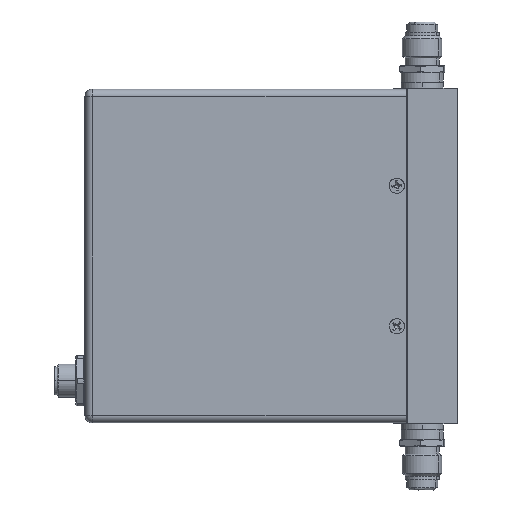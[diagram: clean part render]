
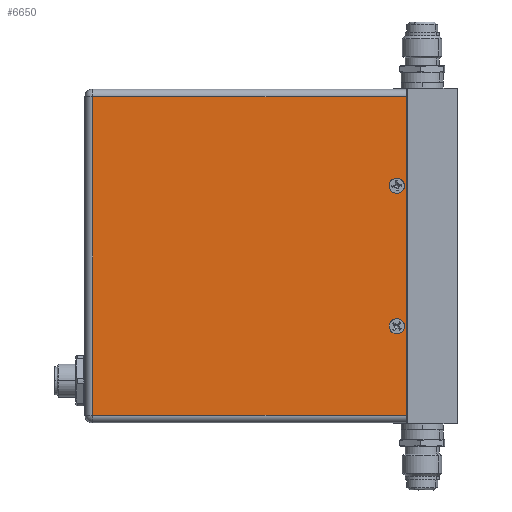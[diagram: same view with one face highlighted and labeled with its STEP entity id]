
A CAD part, left-side view. The second image highlights one B-rep face of the part: STEP entity #6650.
In plain terms, the highlighted planar face has unit normal (-1, 0, 0).
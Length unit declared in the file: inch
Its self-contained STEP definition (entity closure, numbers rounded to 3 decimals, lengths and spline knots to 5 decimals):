
#321 = LINE ( 'NONE', #7842, #5986 ) ;
#583 = DIRECTION ( 'NONE',  ( 0., 0., -1. ) ) ;
#601 = VERTEX_POINT ( 'NONE', #15217 ) ;
#684 = EDGE_LOOP ( 'NONE', ( #18345, #7328 ) ) ;
#845 = EDGE_LOOP ( 'NONE', ( #20539, #9498, #8839, #8068 ) ) ;
#1186 = VECTOR ( 'NONE', #4512, 39.37008 ) ;
#1934 = DIRECTION ( 'NONE',  ( 0., -1., 0. ) ) ;
#2865 = CARTESIAN_POINT ( 'NONE',  ( -1.12528, 4.72214, 2.60389 ) ) ;
#3062 = VECTOR ( 'NONE', #11359, 39.37008 ) ;
#3314 = LINE ( 'NONE', #11379, #3062 ) ;
#4139 = EDGE_CURVE ( 'NONE', #20853, #17835, #18598, .T. ) ;
#4256 = ORIENTED_EDGE ( 'NONE', *, *, #4139, .T. ) ;
#4443 = VERTEX_POINT ( 'NONE', #17305 ) ;
#4512 = DIRECTION ( 'NONE',  ( 0., 0., -1. ) ) ;
#5133 = CARTESIAN_POINT ( 'NONE',  ( -1.12528, 0.39314, -0.88011 ) ) ;
#5612 = CIRCLE ( 'NONE', #7201, 0.109 ) ;
#5986 = VECTOR ( 'NONE', #1934, 39.37008 ) ;
#6650 = ADVANCED_FACE ( 'NONE', ( #7319, #6805, #7437 ), #10902, .F. ) ;
#6805 = FACE_BOUND ( 'NONE', #684, .T. ) ;
#7201 = AXIS2_PLACEMENT_3D ( 'NONE', #8975, #21117, #10717 ) ;
#7202 = VERTEX_POINT ( 'NONE', #9781 ) ;
#7319 = FACE_OUTER_BOUND ( 'NONE', #845, .T. ) ;
#7328 = ORIENTED_EDGE ( 'NONE', *, *, #19094, .T. ) ;
#7437 = FACE_BOUND ( 'NONE', #17860, .T. ) ;
#7842 = CARTESIAN_POINT ( 'NONE',  ( -1.12528, 4.83214, -2.03611 ) ) ;
#7998 = EDGE_CURVE ( 'NONE', #601, #7202, #321, .T. ) ;
#8068 = ORIENTED_EDGE ( 'NONE', *, *, #7998, .T. ) ;
#8839 = ORIENTED_EDGE ( 'NONE', *, *, #20548, .T. ) ;
#8975 = CARTESIAN_POINT ( 'NONE',  ( -1.12528, 0.39314, 1.22889 ) ) ;
#9305 = EDGE_CURVE ( 'NONE', #7202, #10212, #3314, .T. ) ;
#9498 = ORIENTED_EDGE ( 'NONE', *, *, #12593, .T. ) ;
#9604 = DIRECTION ( 'NONE',  ( 1., 0., 0. ) ) ;
#9781 = CARTESIAN_POINT ( 'NONE',  ( -1.12528, 0.25814, -2.03611 ) ) ;
#10082 = CARTESIAN_POINT ( 'NONE',  ( -1.12528, 0.25814, 2.49389 ) ) ;
#10212 = VERTEX_POINT ( 'NONE', #10082 ) ;
#10717 = DIRECTION ( 'NONE',  ( 0., 0., -1. ) ) ;
#10772 = CIRCLE ( 'NONE', #15273, 0.109 ) ;
#10822 = DIRECTION ( 'NONE',  ( 1., 0., 0. ) ) ;
#10902 = PLANE ( 'NONE',  #13644 ) ;
#11359 = DIRECTION ( 'NONE',  ( 0., 0., 1. ) ) ;
#11379 = CARTESIAN_POINT ( 'NONE',  ( -1.12528, 0.25814, 2.60389 ) ) ;
#11528 = CARTESIAN_POINT ( 'NONE',  ( -1.12528, 0.39314, -0.77111 ) ) ;
#11600 = DIRECTION ( 'NONE',  ( 1., 0., 0. ) ) ;
#11630 = DIRECTION ( 'NONE',  ( 0., 0., -1. ) ) ;
#12554 = EDGE_CURVE ( 'NONE', #15597, #4443, #5612, .T. ) ;
#12593 = EDGE_CURVE ( 'NONE', #10212, #20558, #16559, .T. ) ;
#12672 = CARTESIAN_POINT ( 'NONE',  ( -1.12528, 0.39314, -0.66211 ) ) ;
#13644 = AXIS2_PLACEMENT_3D ( 'NONE', #14334, #14360, #14403 ) ;
#14011 = EDGE_CURVE ( 'NONE', #17835, #20853, #18281, .T. ) ;
#14248 = DIRECTION ( 'NONE',  ( 0., 1., 0. ) ) ;
#14320 = CARTESIAN_POINT ( 'NONE',  ( -1.12528, 4.83214, 2.49389 ) ) ;
#14334 = CARTESIAN_POINT ( 'NONE',  ( -1.12528, 4.83214, 2.60389 ) ) ;
#14360 = DIRECTION ( 'NONE',  ( 1., 0., 0. ) ) ;
#14403 = DIRECTION ( 'NONE',  ( 0., 0., -1. ) ) ;
#15055 = CARTESIAN_POINT ( 'NONE',  ( -1.12528, 4.72214, 2.49389 ) ) ;
#15217 = CARTESIAN_POINT ( 'NONE',  ( -1.12528, 4.72214, -2.03611 ) ) ;
#15273 = AXIS2_PLACEMENT_3D ( 'NONE', #21205, #10822, #583 ) ;
#15486 = LINE ( 'NONE', #2865, #1186 ) ;
#15589 = AXIS2_PLACEMENT_3D ( 'NONE', #11528, #11600, #11630 ) ;
#15597 = VERTEX_POINT ( 'NONE', #20696 ) ;
#16559 = LINE ( 'NONE', #14320, #20668 ) ;
#17305 = CARTESIAN_POINT ( 'NONE',  ( -1.12528, 0.39314, 1.33789 ) ) ;
#17801 = ORIENTED_EDGE ( 'NONE', *, *, #14011, .T. ) ;
#17835 = VERTEX_POINT ( 'NONE', #5133 ) ;
#17860 = EDGE_LOOP ( 'NONE', ( #17801, #4256 ) ) ;
#18281 = CIRCLE ( 'NONE', #21289, 0.109 ) ;
#18345 = ORIENTED_EDGE ( 'NONE', *, *, #12554, .T. ) ;
#18598 = CIRCLE ( 'NONE', #15589, 0.109 ) ;
#19094 = EDGE_CURVE ( 'NONE', #4443, #15597, #10772, .T. ) ;
#19983 = CARTESIAN_POINT ( 'NONE',  ( -1.12528, 0.39314, -0.77111 ) ) ;
#20539 = ORIENTED_EDGE ( 'NONE', *, *, #9305, .T. ) ;
#20548 = EDGE_CURVE ( 'NONE', #20558, #601, #15486, .T. ) ;
#20558 = VERTEX_POINT ( 'NONE', #15055 ) ;
#20668 = VECTOR ( 'NONE', #14248, 39.37008 ) ;
#20696 = CARTESIAN_POINT ( 'NONE',  ( -1.12528, 0.39314, 1.11989 ) ) ;
#20853 = VERTEX_POINT ( 'NONE', #12672 ) ;
#21117 = DIRECTION ( 'NONE',  ( 1., 0., 0. ) ) ;
#21205 = CARTESIAN_POINT ( 'NONE',  ( -1.12528, 0.39314, 1.22889 ) ) ;
#21289 = AXIS2_PLACEMENT_3D ( 'NONE', #19983, #9604, #21743 ) ;
#21743 = DIRECTION ( 'NONE',  ( 0., 0., -1. ) ) ;
